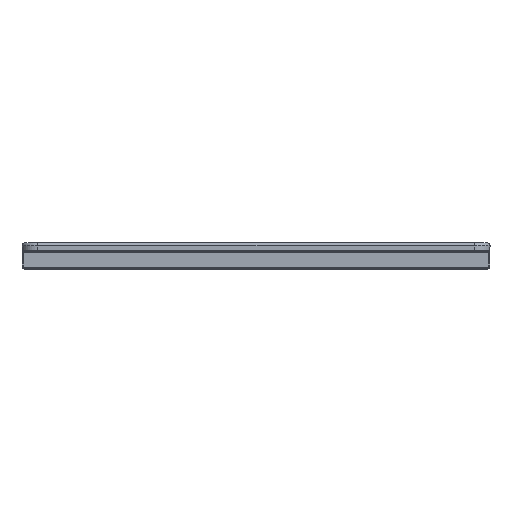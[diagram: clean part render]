
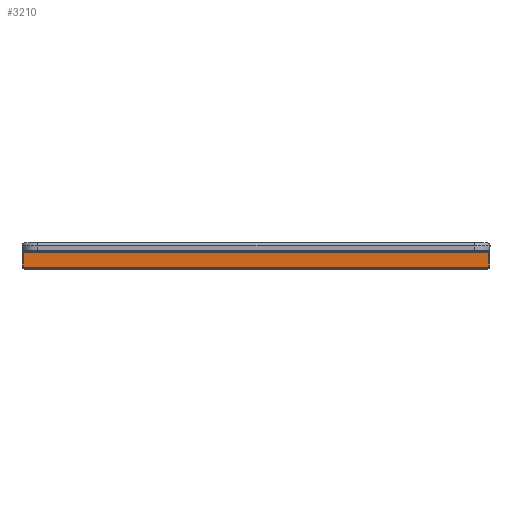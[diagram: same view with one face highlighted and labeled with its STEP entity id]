
A CAD part, left-side view. The second image highlights one B-rep face of the part: STEP entity #3210.
In plain terms, the highlighted face is planar.
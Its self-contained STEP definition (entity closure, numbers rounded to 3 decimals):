
#40 = DIRECTION ( 'NONE',  ( 0., 0., 1. ) ) ;
#132 = CARTESIAN_POINT ( 'NONE',  ( 440.823, 0., 1. ) ) ;
#233 = VERTEX_POINT ( 'NONE', #3048 ) ;
#340 = VERTEX_POINT ( 'NONE', #856 ) ;
#347 = FACE_OUTER_BOUND ( 'NONE', #1156, .T. ) ;
#540 = LINE ( 'NONE', #3496, #1568 ) ;
#572 = LINE ( 'NONE', #2518, #2699 ) ;
#612 = DIRECTION ( 'NONE',  ( -1., 0., 0. ) ) ;
#709 = PLANE ( 'NONE',  #3108 ) ;
#856 = CARTESIAN_POINT ( 'NONE',  ( 1.177, 0., 1. ) ) ;
#975 = ORIENTED_EDGE ( 'NONE', *, *, #3025, .F. ) ;
#1156 = EDGE_LOOP ( 'NONE', ( #3291, #2285, #975, #3486 ) ) ;
#1493 = VECTOR ( 'NONE', #2670, 1000. ) ;
#1568 = VECTOR ( 'NONE', #3168, 1000. ) ;
#1668 = CARTESIAN_POINT ( 'NONE',  ( 0., 0., 0. ) ) ;
#1696 = VECTOR ( 'NONE', #4164, 1000. ) ;
#1888 = LINE ( 'NONE', #4263, #1493 ) ;
#1908 = LINE ( 'NONE', #2185, #1696 ) ;
#2151 = VERTEX_POINT ( 'NONE', #4143 ) ;
#2185 = CARTESIAN_POINT ( 'NONE',  ( 440.823, 0., 0. ) ) ;
#2285 = ORIENTED_EDGE ( 'NONE', *, *, #3493, .F. ) ;
#2518 = CARTESIAN_POINT ( 'NONE',  ( 0., 0., 1. ) ) ;
#2670 = DIRECTION ( 'NONE',  ( 0., 0., 1. ) ) ;
#2699 = VECTOR ( 'NONE', #612, 1000. ) ;
#2899 = VERTEX_POINT ( 'NONE', #132 ) ;
#3000 = DIRECTION ( 'NONE',  ( 0., 1., 0. ) ) ;
#3025 = EDGE_CURVE ( 'NONE', #2899, #340, #572, .T. ) ;
#3048 = CARTESIAN_POINT ( 'NONE',  ( 1.177, 0., 15. ) ) ;
#3108 = AXIS2_PLACEMENT_3D ( 'NONE', #1668, #3000, #40 ) ;
#3168 = DIRECTION ( 'NONE',  ( -1., 0., 0. ) ) ;
#3210 = ADVANCED_FACE ( 'NONE', ( #347 ), #709, .F. ) ;
#3291 = ORIENTED_EDGE ( 'NONE', *, *, #4227, .T. ) ;
#3486 = ORIENTED_EDGE ( 'NONE', *, *, #4153, .T. ) ;
#3493 = EDGE_CURVE ( 'NONE', #340, #233, #1888, .T. ) ;
#3496 = CARTESIAN_POINT ( 'NONE',  ( 440.823, 0., 15. ) ) ;
#4143 = CARTESIAN_POINT ( 'NONE',  ( 440.823, 0., 15. ) ) ;
#4153 = EDGE_CURVE ( 'NONE', #2899, #2151, #1908, .T. ) ;
#4164 = DIRECTION ( 'NONE',  ( 0., 0., 1. ) ) ;
#4227 = EDGE_CURVE ( 'NONE', #2151, #233, #540, .T. ) ;
#4263 = CARTESIAN_POINT ( 'NONE',  ( 1.177, 0., 0. ) ) ;
